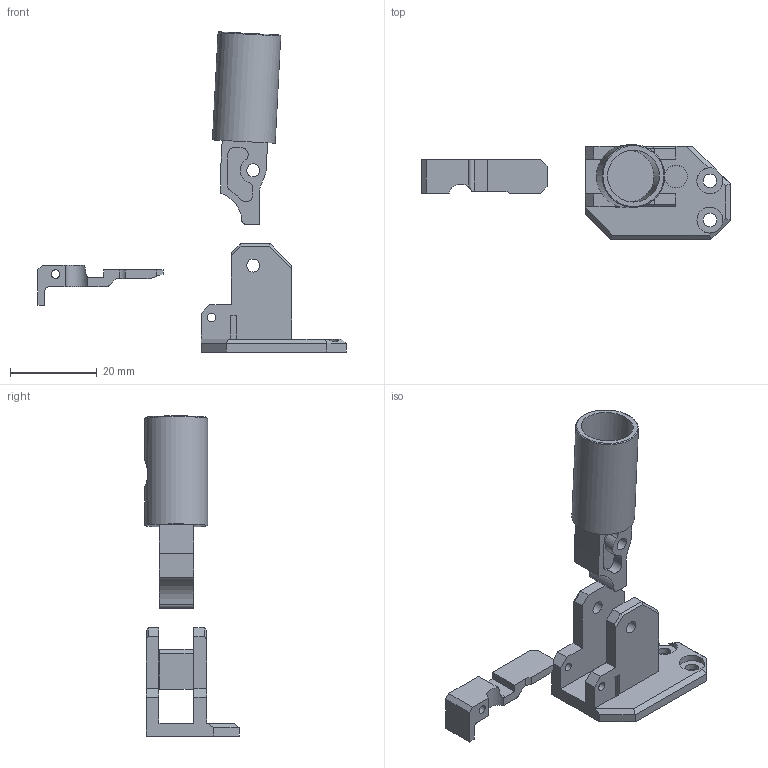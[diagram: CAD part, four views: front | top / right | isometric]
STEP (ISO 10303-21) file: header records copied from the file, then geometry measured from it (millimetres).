
FILE_DESCRIPTION(/* description */ (''),/* implementation_level */ '2;1');
FILE_NAME(/* name */ '折叠脚架.stp',/* time_stamp */ '2020-11-02T10:37:53+08:00',/* author */ (''),/* organization */ (''),/* preprocessor_version */ 'ST-DEVELOPER v16.7',/* originating_system */ 'SIEMENS PLM Software NX 12.0',/* authorisation */ '');
FILE_SCHEMA (('AUTOMOTIVE_DESIGN { 1 0 10303 214 3 1 1 1 }'));
Length unit declared in the file: millimetre
Products named in the file (1): Admi0F3CA1C85dc1
Bounding box: 71.16 x 21.74 x 73.96 mm (x, y, z)
Volume: 6775 mm3; surface area: 7417 mm2
Topology: 3 solids, 3 shells, 131 faces, 356 edges, 236 vertices
Faces by surface type: plane 85, cylinder 45, cone 1
Full cylindrical faces by diameter (mm): 2 x3, 2.5 x1, 3 x3, 3.1 x2, 3.3 x1, 3.4 x1, 5.2 x2, 6 x2, 12 x1, 14.5 x1
Entity records: 4192 total; most frequent: CARTESIAN_POINT 827, DIRECTION 685, ORIENTED_EDGE 662, EDGE_CURVE 331, LINE 233, VECTOR 233, VERTEX_POINT 229, AXIS2_PLACEMENT_3D 226
